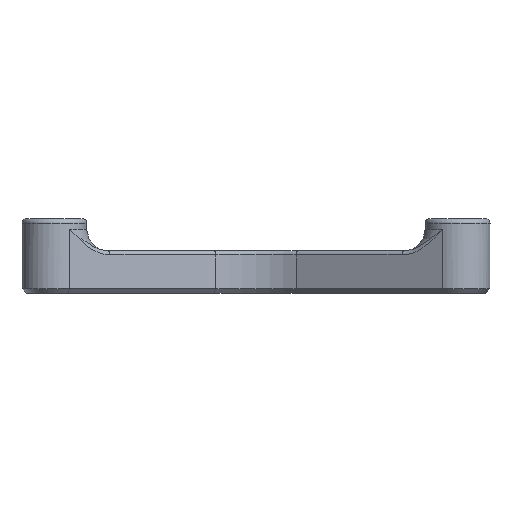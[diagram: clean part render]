
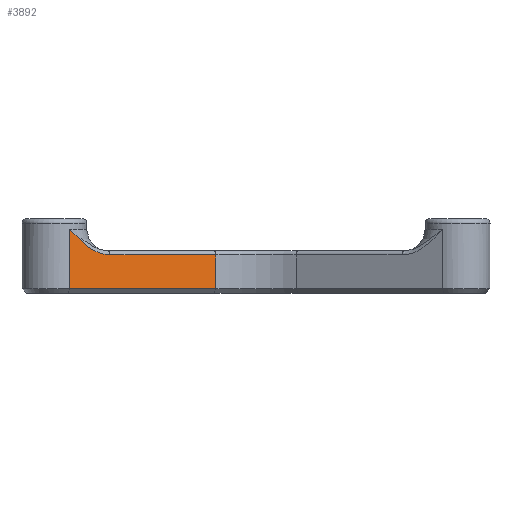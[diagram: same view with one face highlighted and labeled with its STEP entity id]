
A CAD part, front view. The second image highlights one B-rep face of the part: STEP entity #3892.
In plain terms, the highlighted planar face has unit normal (0.473, -0.881, 0).
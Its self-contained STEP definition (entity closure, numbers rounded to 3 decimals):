
#315=B_SPLINE_CURVE_WITH_KNOTS('',3,(#6479,#6480,#6481,#6482,#6483,#6484,
#6485,#6486),.UNSPECIFIED.,.F.,.F.,(4,2,1,1,4),(-0.001,0.,
0.201,0.302,0.503),.UNSPECIFIED.);
#515=FACE_OUTER_BOUND('',#757,.T.);
#757=EDGE_LOOP('',(#3249,#3250,#3251,#3252,#3253));
#1122=LINE('',#6359,#1478);
#1156=LINE('',#6472,#1512);
#1157=LINE('',#6476,#1513);
#1158=LINE('',#6478,#1514);
#1478=VECTOR('',#4777,10.);
#1512=VECTOR('',#4879,10.);
#1513=VECTOR('',#4884,10.);
#1514=VECTOR('',#4885,10.);
#1822=VERTEX_POINT('',#6346);
#1826=VERTEX_POINT('',#6358);
#1859=VERTEX_POINT('',#6471);
#1860=VERTEX_POINT('',#6475);
#1861=VERTEX_POINT('',#6477);
#2294=EDGE_CURVE('',#1822,#1826,#1122,.T.);
#2346=EDGE_CURVE('',#1826,#1859,#1156,.T.);
#2348=EDGE_CURVE('',#1860,#1822,#1157,.T.);
#2349=EDGE_CURVE('',#1861,#1860,#1158,.T.);
#2350=EDGE_CURVE('',#1859,#1861,#315,.T.);
#3249=ORIENTED_EDGE('',*,*,#2294,.F.);
#3250=ORIENTED_EDGE('',*,*,#2348,.F.);
#3251=ORIENTED_EDGE('',*,*,#2349,.F.);
#3252=ORIENTED_EDGE('',*,*,#2350,.F.);
#3253=ORIENTED_EDGE('',*,*,#2346,.F.);
#3732=PLANE('',#4138);
#3892=ADVANCED_FACE('',(#515),#3732,.T.);
#4138=AXIS2_PLACEMENT_3D('',#6474,#4882,#4883);
#4777=DIRECTION('',(-0.881,-0.473,0.));
#4879=DIRECTION('',(0.,0.,1.));
#4882=DIRECTION('center_axis',(0.473,-0.881,0.));
#4883=DIRECTION('ref_axis',(0.881,0.473,0.));
#4884=DIRECTION('',(0.,0.,-1.));
#4885=DIRECTION('',(0.881,0.473,0.));
#6346=CARTESIAN_POINT('',(67.814,4.7,0.4));
#6358=CARTESIAN_POINT('',(54.046,-2.701,0.4));
#6359=CARTESIAN_POINT('',(69.392,5.548,0.4));
#6471=CARTESIAN_POINT('',(54.046,-2.701,6.));
#6472=CARTESIAN_POINT('',(54.046,-2.701,0.));
#6474=CARTESIAN_POINT('Origin',(54.046,-2.701,0.));
#6475=CARTESIAN_POINT('',(67.814,4.7,3.6));
#6476=CARTESIAN_POINT('',(67.814,4.7,0.));
#6477=CARTESIAN_POINT('',(57.832,-0.666,3.6));
#6478=CARTESIAN_POINT('',(69.392,5.548,3.6));
#6479=CARTESIAN_POINT('Ctrl Pts',(54.046,-2.701,6.));
#6480=CARTESIAN_POINT('Ctrl Pts',(54.047,-2.7,5.998));
#6481=CARTESIAN_POINT('Ctrl Pts',(54.049,-2.699,5.996));
#6482=CARTESIAN_POINT('Ctrl Pts',(54.479,-2.468,5.532));
#6483=CARTESIAN_POINT('Ctrl Pts',(55.128,-2.119,4.837));
#6484=CARTESIAN_POINT('Ctrl Pts',(56.367,-1.453,3.911));
#6485=CARTESIAN_POINT('Ctrl Pts',(57.241,-0.983,3.6));
#6486=CARTESIAN_POINT('Ctrl Pts',(57.832,-0.666,3.6));
